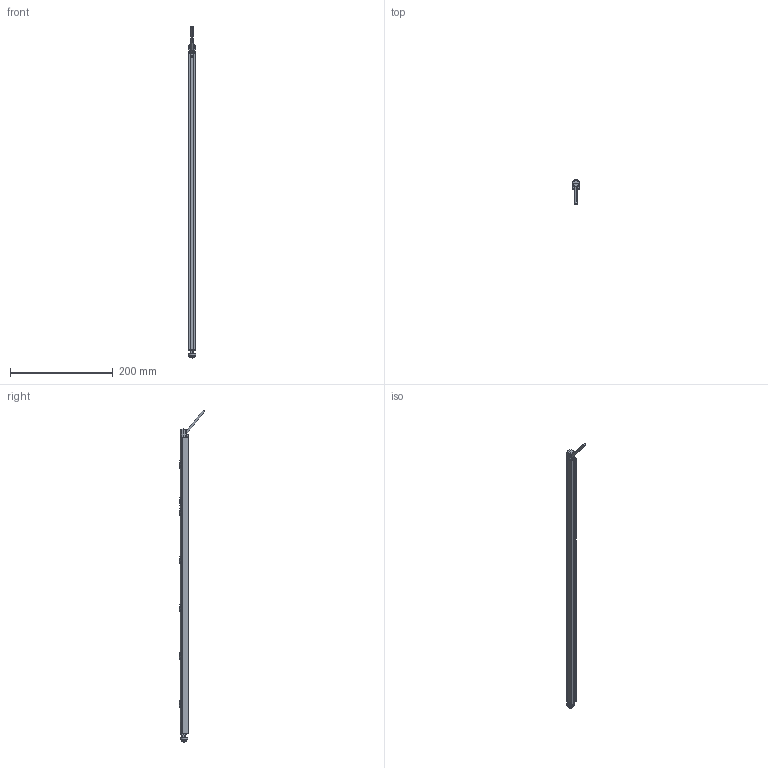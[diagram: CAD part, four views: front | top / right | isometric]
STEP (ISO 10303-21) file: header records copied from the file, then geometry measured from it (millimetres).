
FILE_DESCRIPTION((''),'2;1');
FILE_NAME('217052_ASM','2020-05-26T13:10:48',('PDMAdmin'),('BANNER ENGINEERING'),'CREO PARAMETRIC BY PTC INC, 2019292','CREO PARAMETRIC BY PTC INC, 2019292','');
FILE_SCHEMA(('CONFIG_CONTROL_DESIGN'));
Length unit declared in the file: millimetre
Products named in the file (30): 217051_AF0; 213974_AF0; 212837_AF0; 213113_AF1; 213732_AF0; 213113_AF0_ASM; 213799_AF0; 213800_AF1; 213800_AF0_ASM; 213799_AF1; 213800_AF3; 213800_AF2_ASM; 213799_AF2; 213800_AF5; 213800_AF4_ASM; 213799_AF3; 213800_AF7; 213800_AF6_ASM; 213799_AF4; 213800_AF9; 213800_AF8_ASM; 213799_AF5; 213800_AF11; 213800_AF10_ASM; 212547_AF0; 212549_AF0; 212551; 809793_CABLE_AF0; 809793_AF0_ASM; 217052_ASM
Assembly tree (29 placements, depth 4):
  217052_ASM
    809793_AF0_ASM
      217051_AF0
      213974_AF0
      212837_AF0
      213113_AF0_ASM
        213113_AF1
        213732_AF0
      213800_AF0_ASM
        213799_AF0
        213800_AF1
      213800_AF2_ASM
        213799_AF1
        213800_AF3
      213800_AF4_ASM
        213799_AF2
        213800_AF5
      213800_AF6_ASM
        213799_AF3
        213800_AF7
      213800_AF8_ASM
        213799_AF4
        213800_AF9
      213800_AF10_ASM
        213799_AF5
        213800_AF11
      212547_AF0
      212549_AF0
      212551
      809793_CABLE_AF0
Bounding box: 15 x 49.48 x 645.12 mm (x, y, z)
Volume: 49163 mm3; surface area: 67071.2 mm2
Topology: 22 solids, 24 shells, 1482 faces, 3855 edges, 2398 vertices
Faces by surface type: plane 510, bspline 484, cylinder 299, cone 103, sphere 30, revolution 24, torus 18, extrusion 14
Entity records: 83773 total; most frequent: CARTESIAN_POINT 51826, ORIENTED_EDGE 7638, DIRECTION 4930, EDGE_CURVE 3829, VERTEX_POINT 2398, B_SPLINE_CURVE_WITH_KNOTS 1758, AXIS2_PLACEMENT_3D 1732, EDGE_LOOP 1527
